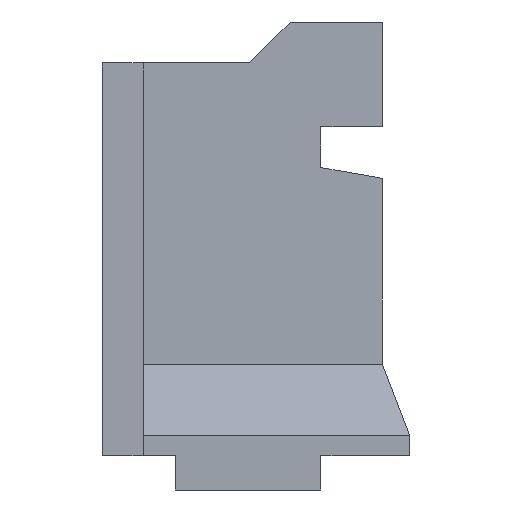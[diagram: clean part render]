
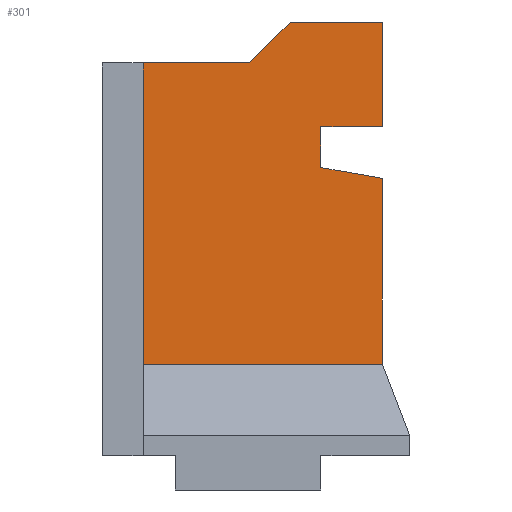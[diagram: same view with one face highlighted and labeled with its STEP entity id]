
A CAD part, left-side view. The second image highlights one B-rep face of the part: STEP entity #301.
In plain terms, the highlighted planar face has unit normal (-1, 0, 0).
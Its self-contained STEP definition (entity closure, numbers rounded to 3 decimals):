
#169 = VERTEX_POINT ( 'NONE', #2107 ) ;
#215 = EDGE_CURVE ( 'NONE', #241, #253, #2166, .T. ) ;
#224 = VERTEX_POINT ( 'NONE', #2147 ) ;
#226 = EDGE_CURVE ( 'NONE', #224, #241, #2145, .T. ) ;
#241 = VERTEX_POINT ( 'NONE', #2179 ) ;
#252 = EDGE_CURVE ( 'NONE', #253, #169, #2229, .T. ) ;
#253 = VERTEX_POINT ( 'NONE', #2225 ) ;
#261 = EDGE_CURVE ( 'NONE', #6711, #280, #2214, .T. ) ;
#269 = VERTEX_POINT ( 'NONE', #2260 ) ;
#271 = EDGE_CURVE ( 'NONE', #269, #287, #2259, .T. ) ;
#280 = VERTEX_POINT ( 'NONE', #2305 ) ;
#287 = VERTEX_POINT ( 'NONE', #2295 ) ;
#289 = EDGE_CURVE ( 'NONE', #287, #224, #2294, .T. ) ;
#301 = ADVANCED_FACE ( 'NONE', ( #2332 ), #2331, .F. ) ;
#302 = ORIENTED_EDGE ( 'NONE', *, *, #6710, .F. ) ;
#303 = ORIENTED_EDGE ( 'NONE', *, *, #304, .F. ) ;
#304 = EDGE_CURVE ( 'NONE', #305, #6708, #2326, .T. ) ;
#305 = VERTEX_POINT ( 'NONE', #2322 ) ;
#306 = ORIENTED_EDGE ( 'NONE', *, *, #307, .T. ) ;
#307 = EDGE_CURVE ( 'NONE', #305, #169, #2321, .T. ) ;
#308 = ORIENTED_EDGE ( 'NONE', *, *, #252, .F. ) ;
#309 = ORIENTED_EDGE ( 'NONE', *, *, #215, .F. ) ;
#310 = ORIENTED_EDGE ( 'NONE', *, *, #226, .F. ) ;
#311 = ORIENTED_EDGE ( 'NONE', *, *, #289, .F. ) ;
#323 = EDGE_LOOP ( 'NONE', ( #302, #303, #306, #308, #309, #310, #311, #371, #372, #373 ) ) ;
#336 = EDGE_CURVE ( 'NONE', #280, #269, #2361, .T. ) ;
#371 = ORIENTED_EDGE ( 'NONE', *, *, #271, .F. ) ;
#372 = ORIENTED_EDGE ( 'NONE', *, *, #336, .F. ) ;
#373 = ORIENTED_EDGE ( 'NONE', *, *, #261, .F. ) ;
#1895 = CARTESIAN_POINT ( 'NONE',  ( -18.55, 1.875, 1.295 ) ) ;
#2107 = CARTESIAN_POINT ( 'NONE',  ( -18.55, 0.975, -1.586 ) ) ;
#2145 = LINE ( 'NONE', #1895, #2210 ) ;
#2147 = CARTESIAN_POINT ( 'NONE',  ( -18.55, 1.875, 1.895 ) ) ;
#2163 = DIRECTION ( 'NONE',  ( 0., -0.985, -0.174 ) ) ;
#2164 = VECTOR ( 'NONE', #2163, 1000. ) ;
#2165 = CARTESIAN_POINT ( 'NONE',  ( -18.55, 0.975, 1.136 ) ) ;
#2166 = LINE ( 'NONE', #2165, #2164 ) ;
#2179 = CARTESIAN_POINT ( 'NONE',  ( -18.55, 1.875, 1.295 ) ) ;
#2209 = DIRECTION ( 'NONE',  ( 0., 0., -1. ) ) ;
#2210 = VECTOR ( 'NONE', #2209, 1000. ) ;
#2211 = DIRECTION ( 'NONE',  ( 0., -0.707, 0.707 ) ) ;
#2212 = VECTOR ( 'NONE', #2211, 1000. ) ;
#2213 = CARTESIAN_POINT ( 'NONE',  ( -18.55, 2.325, 3.425 ) ) ;
#2214 = LINE ( 'NONE', #2213, #2212 ) ;
#2225 = CARTESIAN_POINT ( 'NONE',  ( -18.55, 0.975, 1.136 ) ) ;
#2226 = DIRECTION ( 'NONE',  ( 0., 0., -1. ) ) ;
#2227 = VECTOR ( 'NONE', #2226, 1000. ) ;
#2228 = CARTESIAN_POINT ( 'NONE',  ( -18.55, 0.975, -0.138 ) ) ;
#2229 = LINE ( 'NONE', #2228, #2227 ) ;
#2256 = DIRECTION ( 'NONE',  ( 0., 0., -1. ) ) ;
#2257 = VECTOR ( 'NONE', #2256, 1000. ) ;
#2258 = CARTESIAN_POINT ( 'NONE',  ( -18.55, 0.975, 1.895 ) ) ;
#2259 = LINE ( 'NONE', #2258, #2257 ) ;
#2260 = CARTESIAN_POINT ( 'NONE',  ( -18.55, 0.975, 3.425 ) ) ;
#2291 = DIRECTION ( 'NONE',  ( 0., 1., 0. ) ) ;
#2292 = VECTOR ( 'NONE', #2291, 1000. ) ;
#2293 = CARTESIAN_POINT ( 'NONE',  ( -18.55, 1.875, 1.895 ) ) ;
#2294 = LINE ( 'NONE', #2293, #2292 ) ;
#2295 = CARTESIAN_POINT ( 'NONE',  ( -18.55, 0.975, 1.895 ) ) ;
#2305 = CARTESIAN_POINT ( 'NONE',  ( -18.55, 2.325, 3.425 ) ) ;
#2318 = DIRECTION ( 'NONE',  ( 0., -1., 0. ) ) ;
#2319 = VECTOR ( 'NONE', #2318, 1000. ) ;
#2320 = CARTESIAN_POINT ( 'NONE',  ( -18.55, 5.075, -1.586 ) ) ;
#2321 = LINE ( 'NONE', #2320, #2319 ) ;
#2322 = CARTESIAN_POINT ( 'NONE',  ( -18.55, 4.475, -1.586 ) ) ;
#2323 = DIRECTION ( 'NONE',  ( 0., 0., 1. ) ) ;
#2324 = VECTOR ( 'NONE', #2323, 1000. ) ;
#2325 = CARTESIAN_POINT ( 'NONE',  ( -18.55, 4.475, -1.586 ) ) ;
#2326 = LINE ( 'NONE', #2325, #2324 ) ;
#2327 = DIRECTION ( 'NONE',  ( 0., -1., 0. ) ) ;
#2328 = DIRECTION ( 'NONE',  ( 1., 0., 0. ) ) ;
#2329 = CARTESIAN_POINT ( 'NONE',  ( -18.55, 5.075, -1.586 ) ) ;
#2330 = AXIS2_PLACEMENT_3D ( 'NONE', #2329, #2328, #2327 ) ;
#2331 = PLANE ( 'NONE',  #2330 ) ;
#2332 = FACE_OUTER_BOUND ( 'NONE', #323, .T. ) ;
#2358 = DIRECTION ( 'NONE',  ( 0., -1., 0. ) ) ;
#2359 = VECTOR ( 'NONE', #2358, 1000. ) ;
#2360 = CARTESIAN_POINT ( 'NONE',  ( -18.55, 5.075, 3.425 ) ) ;
#2361 = LINE ( 'NONE', #2360, #2359 ) ;
#5876 = CARTESIAN_POINT ( 'NONE',  ( -18.55, 2.925, 2.825 ) ) ;
#5877 = DIRECTION ( 'NONE',  ( 0., -1., 0. ) ) ;
#5878 = VECTOR ( 'NONE', #5877, 1000. ) ;
#5879 = CARTESIAN_POINT ( 'NONE',  ( -18.55, 2.925, 2.825 ) ) ;
#5880 = LINE ( 'NONE', #5879, #5878 ) ;
#5881 = CARTESIAN_POINT ( 'NONE',  ( -18.55, 4.475, 2.825 ) ) ;
#6708 = VERTEX_POINT ( 'NONE', #5881 ) ;
#6710 = EDGE_CURVE ( 'NONE', #6708, #6711, #5880, .T. ) ;
#6711 = VERTEX_POINT ( 'NONE', #5876 ) ;
